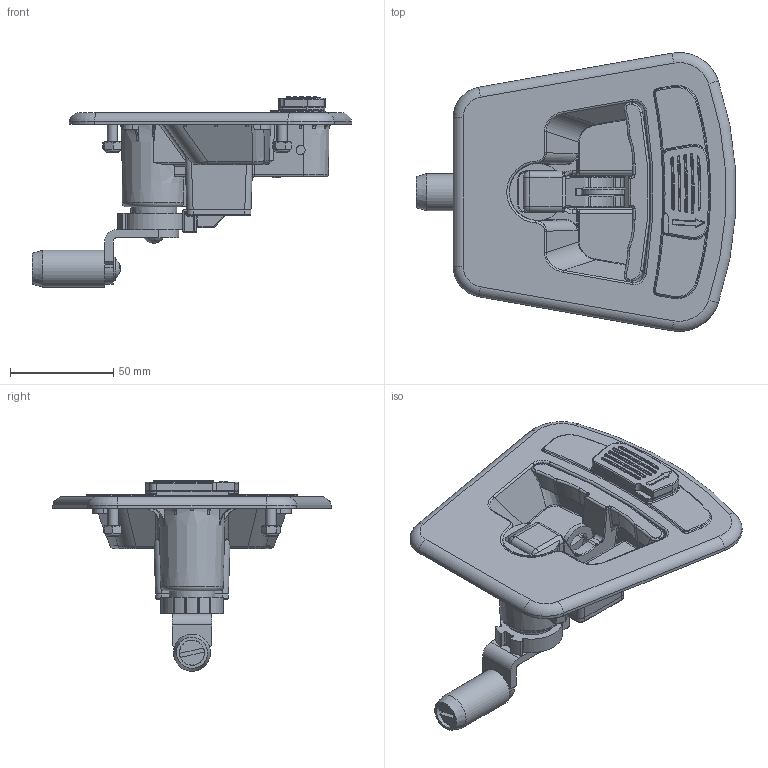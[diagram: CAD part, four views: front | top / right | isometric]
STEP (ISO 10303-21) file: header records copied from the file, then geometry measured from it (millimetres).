
FILE_DESCRIPTION(('STEP AP203'),'1');
FILE_NAME('014.2.12.03.60.1.step','2014-10-23T05:45:41',(' '),(' '),'Spatial InterOp 3D',' ',' ');
FILE_SCHEMA(('CONFIG_CONTROL_DESIGN'));
Length unit declared in the file: millimetre
Products named in the file (40): 1; 2; 3; 4; 5; 6; 7; 8; 9; 10; 11; 12; 13; 14; 15; 16; 17; 18; 19; 20; 21; 22; 23; 24; 25; 26; 27; 28; 29; 30; 31; 32; 33; 34; 35; 36; 37; 38; 39; 40
Bounding box: 154.35 x 134.91 x 92.2 mm (x, y, z)
Volume: 157625.5 mm3; surface area: 106053.2 mm2
Topology: 31 solids, 57 shells, 1820 faces, 5079 edges, 3331 vertices
Faces by surface type: plane 732, cylinder 515, torus 199, bspline 173, cone 146, sphere 51, extrusion 4
Full cylindrical faces by diameter (mm): 2.3 x1, 3 x11, 3.045 x1, 3.2 x2, 3.3 x1, 3.304 x1, 3.5 x2, 4 x4, 4.2 x13, 4.4 x1, 4.5 x2, 5 x8, 5.2 x4, 5.4 x2, 5.5 x8, 6 x1, 6.2 x1, 7.6 x4, 9 x1, 10 x1, 10.2 x1, 10.35 x2, 11.2 x2, 12 x1, 12.2 x2, 12.4 x2, 12.5 x2, 13 x1, 15 x1, 15.1 x1
Entity records: 84270 total; most frequent: CARTESIAN_POINT 38844, ORIENTED_EDGE 9052, DIRECTION 8818, EDGE_CURVE 4791, AXIS2_PLACEMENT_3D 3445, VERTEX_POINT 3250, EDGE_LOOP 2057, VECTOR 1928
